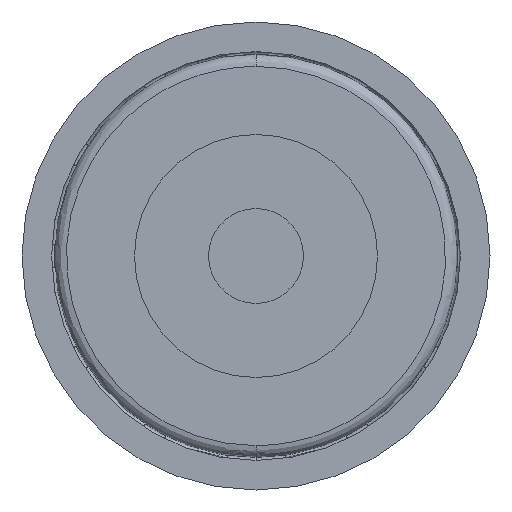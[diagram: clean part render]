
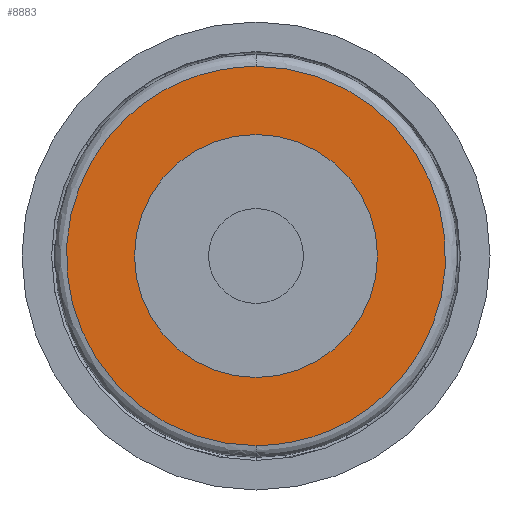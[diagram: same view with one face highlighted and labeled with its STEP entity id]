
A CAD part, front view. The second image highlights one B-rep face of the part: STEP entity #8883.
In plain terms, the highlighted planar face has unit normal (0, -1, 0).
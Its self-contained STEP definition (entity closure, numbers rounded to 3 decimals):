
#11 = EDGE_CURVE ( 'NONE', #8147, #4090, #1400, .T. ) ;
#283 = EDGE_CURVE ( 'NONE', #4090, #8147, #8000, .T. ) ;
#368 = EDGE_CURVE ( 'NONE', #1836, #6869, #3003, .T. ) ;
#711 = CARTESIAN_POINT ( 'NONE',  ( 0., -1.9, 32. ) ) ;
#937 = AXIS2_PLACEMENT_3D ( 'NONE', #3822, #2368, #6987 ) ;
#1250 = PLANE ( 'NONE',  #8480 ) ;
#1373 = AXIS2_PLACEMENT_3D ( 'NONE', #4521, #3658, #3055 ) ;
#1400 = CIRCLE ( 'NONE', #937, 20.5 ) ;
#1836 = VERTEX_POINT ( 'NONE', #6499 ) ;
#1848 = ORIENTED_EDGE ( 'NONE', *, *, #283, .T. ) ;
#2368 = DIRECTION ( 'NONE',  ( 0., 1., 0. ) ) ;
#2842 = CARTESIAN_POINT ( 'NONE',  ( -64., -1.9, -32. ) ) ;
#2909 = EDGE_CURVE ( 'NONE', #6869, #1836, #5760, .T. ) ;
#3003 =( BOUNDED_CURVE ( )  B_SPLINE_CURVE ( 3, ( #7486, #3873, #5313, #5240 ),
 .UNSPECIFIED., .F., .F. ) 
 B_SPLINE_CURVE_WITH_KNOTS ( ( 4, 4 ),
 ( 0., 1. ),
 .UNSPECIFIED. ) 
 CURVE ( )  GEOMETRIC_REPRESENTATION_ITEM ( )  RATIONAL_B_SPLINE_CURVE ( ( 1., 0.333, 0.333, 1. ) ) 
 REPRESENTATION_ITEM ( '' )  );
#3055 = DIRECTION ( 'NONE',  ( 0., 0., -1. ) ) ;
#3599 = CARTESIAN_POINT ( 'NONE',  ( 0., -1.9, 20.5 ) ) ;
#3658 = DIRECTION ( 'NONE',  ( 0., 1., 0. ) ) ;
#3822 = CARTESIAN_POINT ( 'NONE',  ( 0., -1.9, 0. ) ) ;
#3873 = CARTESIAN_POINT ( 'NONE',  ( 64., -1.9, 32. ) ) ;
#4033 = CARTESIAN_POINT ( 'NONE',  ( 0., -1.9, -32. ) ) ;
#4090 = VERTEX_POINT ( 'NONE', #3599 ) ;
#4130 = CARTESIAN_POINT ( 'NONE',  ( 0., -1.9, -20.5 ) ) ;
#4261 = FACE_OUTER_BOUND ( 'NONE', #6427, .T. ) ;
#4313 = CARTESIAN_POINT ( 'NONE',  ( 20.5, -1.9, 0. ) ) ;
#4521 = CARTESIAN_POINT ( 'NONE',  ( 0., -1.9, 0. ) ) ;
#5088 = DIRECTION ( 'NONE',  ( 0., 0., -1. ) ) ;
#5161 = CARTESIAN_POINT ( 'NONE',  ( -64., -1.9, 32. ) ) ;
#5240 = CARTESIAN_POINT ( 'NONE',  ( 0., -1.9, -32. ) ) ;
#5313 = CARTESIAN_POINT ( 'NONE',  ( 64., -1.9, -32. ) ) ;
#5428 = ORIENTED_EDGE ( 'NONE', *, *, #368, .F. ) ;
#5760 =( BOUNDED_CURVE ( )  B_SPLINE_CURVE ( 3, ( #6671, #2842, #5161, #711 ),
 .UNSPECIFIED., .F., .T. ) 
 B_SPLINE_CURVE_WITH_KNOTS ( ( 4, 4 ),
 ( 0., 1. ),
 .UNSPECIFIED. ) 
 CURVE ( )  GEOMETRIC_REPRESENTATION_ITEM ( )  RATIONAL_B_SPLINE_CURVE ( ( 1., 0.333, 0.333, 1. ) ) 
 REPRESENTATION_ITEM ( '' )  );
#5830 = ORIENTED_EDGE ( 'NONE', *, *, #2909, .F. ) ;
#6294 = FACE_BOUND ( 'NONE', #8912, .T. ) ;
#6427 = EDGE_LOOP ( 'NONE', ( #5428, #5830 ) ) ;
#6499 = CARTESIAN_POINT ( 'NONE',  ( 0., -1.9, 32. ) ) ;
#6616 = ORIENTED_EDGE ( 'NONE', *, *, #11, .T. ) ;
#6671 = CARTESIAN_POINT ( 'NONE',  ( 0., -1.9, -32. ) ) ;
#6869 = VERTEX_POINT ( 'NONE', #4033 ) ;
#6987 = DIRECTION ( 'NONE',  ( 0., 0., -1. ) ) ;
#7486 = CARTESIAN_POINT ( 'NONE',  ( 0., -1.9, 32. ) ) ;
#8000 = CIRCLE ( 'NONE', #1373, 20.5 ) ;
#8147 = VERTEX_POINT ( 'NONE', #4130 ) ;
#8480 = AXIS2_PLACEMENT_3D ( 'NONE', #4313, #9577, #5088 ) ;
#8883 = ADVANCED_FACE ( 'NONE', ( #6294, #4261 ), #1250, .T. ) ;
#8912 = EDGE_LOOP ( 'NONE', ( #6616, #1848 ) ) ;
#9577 = DIRECTION ( 'NONE',  ( 0., -1., 0. ) ) ;
